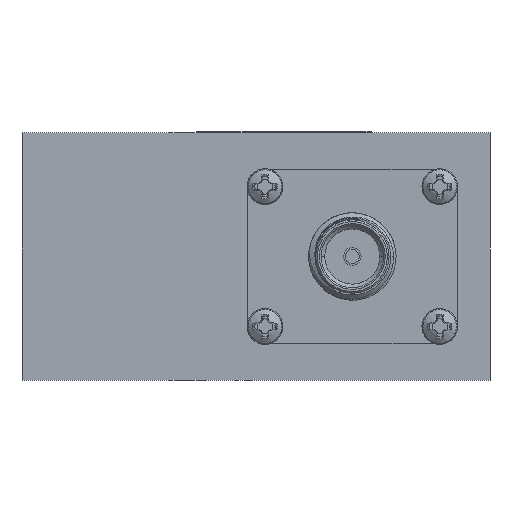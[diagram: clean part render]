
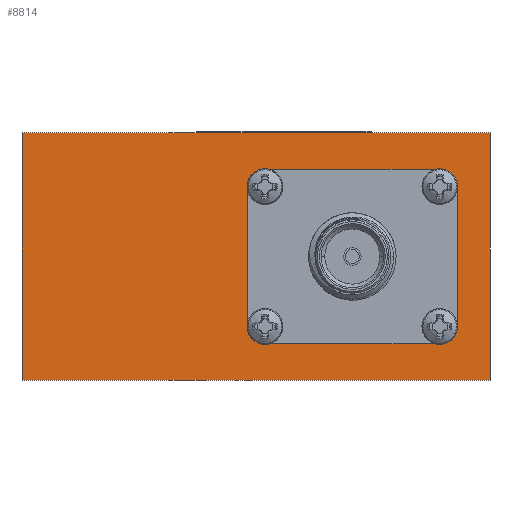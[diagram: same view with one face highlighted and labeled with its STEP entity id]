
A CAD part, left-side view. The second image highlights one B-rep face of the part: STEP entity #8814.
In plain terms, the highlighted planar face has unit normal (-1, 0, 0).
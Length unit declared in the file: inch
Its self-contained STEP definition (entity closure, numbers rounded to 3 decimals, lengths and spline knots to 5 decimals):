
#45 = EDGE_CURVE ( 'NONE', #11719, #3623, #12340, .T. ) ;
#171 = EDGE_CURVE ( 'NONE', #11719, #9629, #11619, .T. ) ;
#173 = VERTEX_POINT ( 'NONE', #10331 ) ;
#197 = VECTOR ( 'NONE', #4940, 39.37008 ) ;
#224 = EDGE_CURVE ( 'NONE', #3623, #15768, #8785, .T. ) ;
#505 = LINE ( 'NONE', #2987, #13866 ) ;
#530 = DIRECTION ( 'NONE',  ( 0., -1., 0. ) ) ;
#700 = DIRECTION ( 'NONE',  ( 1., 0., 0. ) ) ;
#850 = DIRECTION ( 'NONE',  ( 0., 0., -1. ) ) ;
#875 = ORIENTED_EDGE ( 'NONE', *, *, #45, .T. ) ;
#1021 = CARTESIAN_POINT ( 'NONE',  ( -0.62992, -0.66929, 0.35433 ) ) ;
#1164 = DIRECTION ( 'NONE',  ( 1., 0., 0. ) ) ;
#1388 = CIRCLE ( 'NONE', #10840, 0.05 ) ;
#1463 = DIRECTION ( 'NONE',  ( 0., 0., -1. ) ) ;
#1657 = LINE ( 'NONE', #3978, #4089 ) ;
#1787 = DIRECTION ( 'NONE',  ( 0., 0., 1. ) ) ;
#2072 = DIRECTION ( 'NONE',  ( 0., -1., 0. ) ) ;
#2476 = ORIENTED_EDGE ( 'NONE', *, *, #15080, .F. ) ;
#2707 = DIRECTION ( 'NONE',  ( 0., 1., 0. ) ) ;
#2862 = CARTESIAN_POINT ( 'NONE',  ( -0.62992, -0.57559, 0.25 ) ) ;
#2987 = CARTESIAN_POINT ( 'NONE',  ( -0.62992, -0.57559, 0.25 ) ) ;
#3019 = VECTOR ( 'NONE', #14377, 39.37008 ) ;
#3288 = VERTEX_POINT ( 'NONE', #11588 ) ;
#3413 = ORIENTED_EDGE ( 'NONE', *, *, #15131, .F. ) ;
#3579 = VERTEX_POINT ( 'NONE', #14993 ) ;
#3623 = VERTEX_POINT ( 'NONE', #11628 ) ;
#3949 = EDGE_CURVE ( 'NONE', #3579, #173, #9355, .T. ) ;
#3978 = CARTESIAN_POINT ( 'NONE',  ( -0.62992, 0.02441, 0.25 ) ) ;
#4012 = VERTEX_POINT ( 'NONE', #6557 ) ;
#4063 = DIRECTION ( 'NONE',  ( 0., 0., -1. ) ) ;
#4089 = VECTOR ( 'NONE', #4063, 39.37008 ) ;
#4141 = CARTESIAN_POINT ( 'NONE',  ( -0.62992, -0.02559, -0.2 ) ) ;
#4199 = AXIS2_PLACEMENT_3D ( 'NONE', #12121, #1164, #15809 ) ;
#4212 = CARTESIAN_POINT ( 'NONE',  ( -0.62992, -0.66929, -0.35433 ) ) ;
#4237 = EDGE_CURVE ( 'NONE', #9629, #15768, #11983, .T. ) ;
#4658 = ORIENTED_EDGE ( 'NONE', *, *, #14472, .F. ) ;
#4940 = DIRECTION ( 'NONE',  ( 0., -1., 0. ) ) ;
#5025 = CARTESIAN_POINT ( 'NONE',  ( -0.62992, -0.52559, 0.25 ) ) ;
#5251 = LINE ( 'NONE', #13816, #11666 ) ;
#5357 = VERTEX_POINT ( 'NONE', #14089 ) ;
#5542 = AXIS2_PLACEMENT_3D ( 'NONE', #12801, #14141, #2072 ) ;
#5816 = FACE_OUTER_BOUND ( 'NONE', #14243, .T. ) ;
#6557 = CARTESIAN_POINT ( 'NONE',  ( -0.62992, 0.02441, 0.2 ) ) ;
#7266 = VERTEX_POINT ( 'NONE', #12293 ) ;
#7368 = EDGE_CURVE ( 'NONE', #15622, #5357, #15395, .T. ) ;
#7503 = LINE ( 'NONE', #2862, #10221 ) ;
#7551 = AXIS2_PLACEMENT_3D ( 'NONE', #4141, #700, #10461 ) ;
#7618 = ORIENTED_EDGE ( 'NONE', *, *, #3949, .T. ) ;
#7647 = CARTESIAN_POINT ( 'NONE',  ( -0.62992, -0.66929, 0.35433 ) ) ;
#8160 = EDGE_LOOP ( 'NONE', ( #4658, #14366, #8671, #7618, #2476, #11269, #3413, #12319 ) ) ;
#8392 = ORIENTED_EDGE ( 'NONE', *, *, #224, .T. ) ;
#8671 = ORIENTED_EDGE ( 'NONE', *, *, #13244, .F. ) ;
#8702 = CARTESIAN_POINT ( 'NONE',  ( -0.62992, -0.52559, 0.2 ) ) ;
#8785 = LINE ( 'NONE', #14780, #197 ) ;
#8814 = ADVANCED_FACE ( 'NONE', ( #5816, #13332 ), #14281, .F. ) ;
#8836 = EDGE_CURVE ( 'NONE', #4012, #3288, #1388, .T. ) ;
#9129 = ORIENTED_EDGE ( 'NONE', *, *, #171, .F. ) ;
#9355 = CIRCLE ( 'NONE', #7551, 0.05 ) ;
#9421 = CARTESIAN_POINT ( 'NONE',  ( -0.62992, -0.02559, 0.2 ) ) ;
#9495 = DIRECTION ( 'NONE',  ( 1., 0., 0. ) ) ;
#9550 = VERTEX_POINT ( 'NONE', #13568 ) ;
#9629 = VERTEX_POINT ( 'NONE', #7647 ) ;
#9875 = CIRCLE ( 'NONE', #5542, 0.05 ) ;
#9953 = CARTESIAN_POINT ( 'NONE',  ( -0.62992, 0.66929, 0.35433 ) ) ;
#10038 = DIRECTION ( 'NONE',  ( 1., 0., 0. ) ) ;
#10039 = AXIS2_PLACEMENT_3D ( 'NONE', #8702, #10038, #530 ) ;
#10221 = VECTOR ( 'NONE', #2707, 39.37008 ) ;
#10331 = CARTESIAN_POINT ( 'NONE',  ( -0.62992, 0.02441, -0.2 ) ) ;
#10461 = DIRECTION ( 'NONE',  ( 0., -1., 0. ) ) ;
#10840 = AXIS2_PLACEMENT_3D ( 'NONE', #9421, #9495, #14356 ) ;
#11269 = ORIENTED_EDGE ( 'NONE', *, *, #8836, .T. ) ;
#11588 = CARTESIAN_POINT ( 'NONE',  ( -0.62992, -0.02559, 0.25 ) ) ;
#11619 = LINE ( 'NONE', #15137, #3019 ) ;
#11628 = CARTESIAN_POINT ( 'NONE',  ( -0.62992, 0.66929, -0.35433 ) ) ;
#11666 = VECTOR ( 'NONE', #14848, 39.37008 ) ;
#11719 = VERTEX_POINT ( 'NONE', #9953 ) ;
#11914 = VECTOR ( 'NONE', #850, 39.37008 ) ;
#11983 = LINE ( 'NONE', #1021, #11914 ) ;
#12121 = CARTESIAN_POINT ( 'NONE',  ( -0.62992, -0.66929, 0.35433 ) ) ;
#12293 = CARTESIAN_POINT ( 'NONE',  ( -0.62992, -0.57559, -0.2 ) ) ;
#12319 = ORIENTED_EDGE ( 'NONE', *, *, #7368, .T. ) ;
#12340 = LINE ( 'NONE', #12421, #15019 ) ;
#12421 = CARTESIAN_POINT ( 'NONE',  ( -0.62992, 0.66929, 0.35433 ) ) ;
#12656 = ORIENTED_EDGE ( 'NONE', *, *, #4237, .F. ) ;
#12801 = CARTESIAN_POINT ( 'NONE',  ( -0.62992, -0.52559, -0.2 ) ) ;
#13244 = EDGE_CURVE ( 'NONE', #3579, #9550, #5251, .T. ) ;
#13332 = FACE_BOUND ( 'NONE', #8160, .T. ) ;
#13568 = CARTESIAN_POINT ( 'NONE',  ( -0.62992, -0.52559, -0.25 ) ) ;
#13661 = EDGE_CURVE ( 'NONE', #7266, #9550, #9875, .T. ) ;
#13816 = CARTESIAN_POINT ( 'NONE',  ( -0.62992, -0.57559, -0.25 ) ) ;
#13866 = VECTOR ( 'NONE', #1787, 39.37008 ) ;
#14089 = CARTESIAN_POINT ( 'NONE',  ( -0.62992, -0.57559, 0.2 ) ) ;
#14141 = DIRECTION ( 'NONE',  ( 1., 0., 0. ) ) ;
#14243 = EDGE_LOOP ( 'NONE', ( #8392, #12656, #9129, #875 ) ) ;
#14281 = PLANE ( 'NONE',  #4199 ) ;
#14356 = DIRECTION ( 'NONE',  ( 0., -1., 0. ) ) ;
#14366 = ORIENTED_EDGE ( 'NONE', *, *, #13661, .T. ) ;
#14377 = DIRECTION ( 'NONE',  ( 0., -1., 0. ) ) ;
#14472 = EDGE_CURVE ( 'NONE', #7266, #5357, #505, .T. ) ;
#14780 = CARTESIAN_POINT ( 'NONE',  ( -0.62992, -0.66929, -0.35433 ) ) ;
#14848 = DIRECTION ( 'NONE',  ( 0., -1., 0. ) ) ;
#14993 = CARTESIAN_POINT ( 'NONE',  ( -0.62992, -0.02559, -0.25 ) ) ;
#15019 = VECTOR ( 'NONE', #1463, 39.37008 ) ;
#15080 = EDGE_CURVE ( 'NONE', #4012, #173, #1657, .T. ) ;
#15131 = EDGE_CURVE ( 'NONE', #15622, #3288, #7503, .T. ) ;
#15137 = CARTESIAN_POINT ( 'NONE',  ( -0.62992, -0.66929, 0.35433 ) ) ;
#15395 = CIRCLE ( 'NONE', #10039, 0.05 ) ;
#15622 = VERTEX_POINT ( 'NONE', #5025 ) ;
#15768 = VERTEX_POINT ( 'NONE', #4212 ) ;
#15809 = DIRECTION ( 'NONE',  ( 0., 1., 0. ) ) ;
